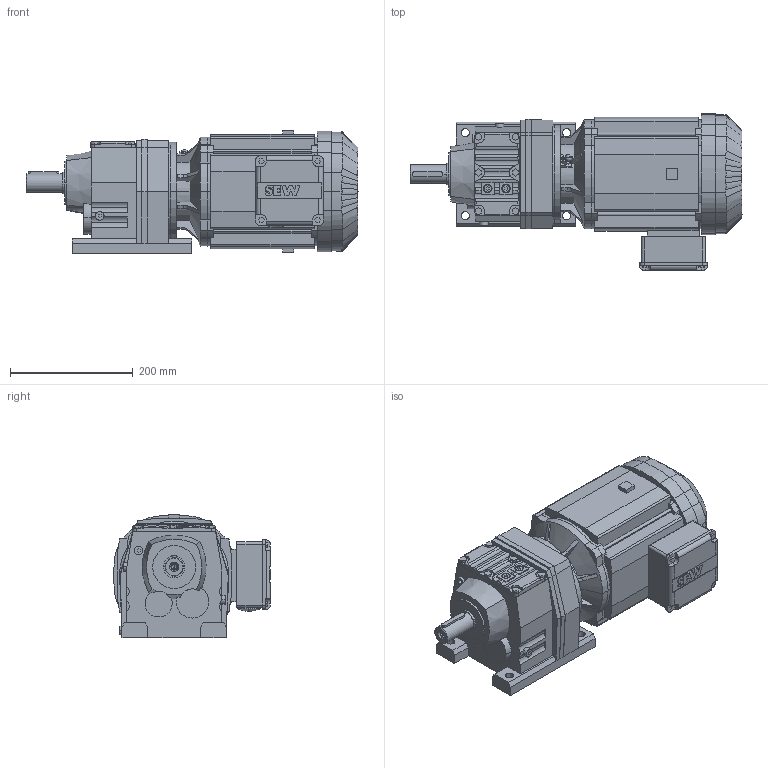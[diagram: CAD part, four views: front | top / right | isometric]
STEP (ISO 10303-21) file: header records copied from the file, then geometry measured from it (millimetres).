
FILE_DESCRIPTION(('no description'),'unknown implementation level');
FILE_NAME('R47DRN100LS4_20191016_092443_R5FNx6qBik_VrbsDXY_Yig_4,0.stp',' ',('SEW-EURODRIVE GmbH & Co KG'),('CADClick - KiM GmbH - www.kimweb.de'),'unknown preprocess','ACIS','unknown authorization');
FILE_SCHEMA(('automotive_design'));
Length unit declared in the file: millimetre
Products named in the file (19): 1; 2; 3; 4; 5; 6; 7; 8; 9; 10; 11; 12; 13; 14; 15; 16; 17; 18; 19
Bounding box: 540.5 x 255 x 200.49 mm (x, y, z)
Volume: 12957587.9 mm3; surface area: 700571.8 mm2
Topology: 19 solids, 19 shells, 914 faces, 2404 edges, 1572 vertices
Faces by surface type: plane 500, cylinder 324, cone 48, bspline 28, torus 10, sphere 4
Entity records: 58868 total; most frequent: CARTESIAN_POINT 8388, STYLED_ITEM 4905, PRESENTATION_STYLE_ASSIGNMENT 4905, COLOUR_RGB 4905, DIRECTION 4804, ORIENTED_EDGE 4800, EDGE_CURVE 2400, CURVE_STYLE 2400
